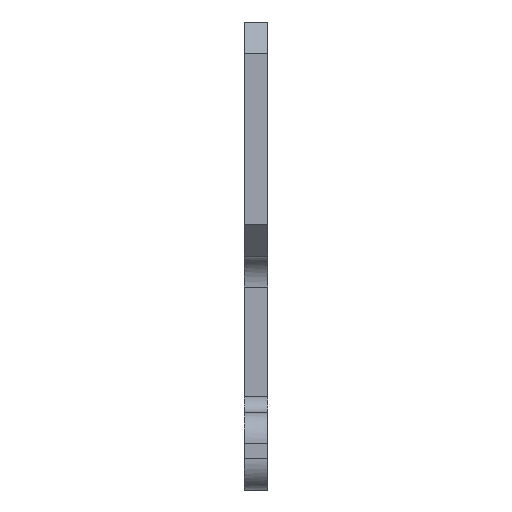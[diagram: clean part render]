
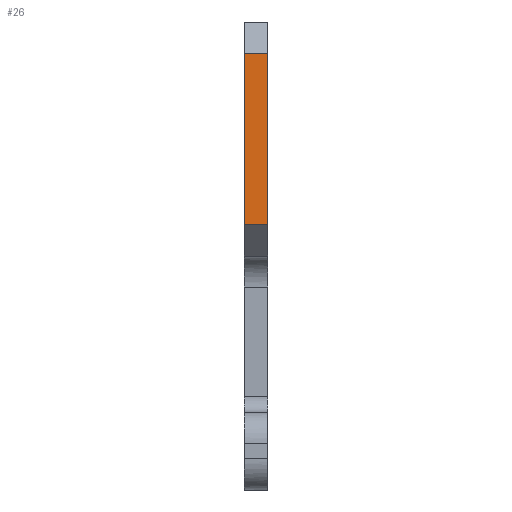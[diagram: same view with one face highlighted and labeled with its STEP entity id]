
A CAD part, left-side view. The second image highlights one B-rep face of the part: STEP entity #26.
In plain terms, the highlighted planar face has unit normal (-1, 0, 0).
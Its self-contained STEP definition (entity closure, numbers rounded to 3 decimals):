
#26=ADVANCED_FACE('',(#159),#2256,.T.);
#159=FACE_OUTER_BOUND('',#292,.T.);
#292=EDGE_LOOP('',(#437,#438,#439,#440));
#437=ORIENTED_EDGE('',*,*,#1223,.T.);
#438=ORIENTED_EDGE('',*,*,#1224,.T.);
#439=ORIENTED_EDGE('',*,*,#1225,.T.);
#440=ORIENTED_EDGE('',*,*,#1226,.T.);
#1223=EDGE_CURVE('',#2009,#2010,#1742,.T.);
#1224=EDGE_CURVE('',#2010,#2011,#1743,.T.);
#1225=EDGE_CURVE('',#2011,#2012,#1744,.T.);
#1226=EDGE_CURVE('',#2012,#2009,#1745,.T.);
#1742=B_SPLINE_CURVE_WITH_KNOTS('',1,(#4361,#4362),.UNSPECIFIED.,.F.,.F.,
(2,2),(0.,1.5),.UNSPECIFIED.);
#1743=B_SPLINE_CURVE_WITH_KNOTS('',1,(#4363,#4364),.UNSPECIFIED.,.F.,.F.,
(2,2),(-11.,0.),.UNSPECIFIED.);
#1744=B_SPLINE_CURVE_WITH_KNOTS('',1,(#4365,#4366),.UNSPECIFIED.,.F.,.F.,
(2,2),(-1.5,0.),.UNSPECIFIED.);
#1745=B_SPLINE_CURVE_WITH_KNOTS('',1,(#4367,#4368),.UNSPECIFIED.,.F.,.F.,
(2,2),(-11.,0.),.UNSPECIFIED.);
#2009=VERTEX_POINT('',#4077);
#2010=VERTEX_POINT('',#4078);
#2011=VERTEX_POINT('',#4079);
#2012=VERTEX_POINT('',#4080);
#2256=PLANE('',#2655);
#2655=AXIS2_PLACEMENT_3D('',#2861,#2731,$);
#2731=DIRECTION('',(-1.,0.,0.));
#2861=CARTESIAN_POINT('',(268.224,25.93,-570.899));
#4077=CARTESIAN_POINT('',(268.224,24.278,-572.));
#4078=CARTESIAN_POINT('',(268.224,25.778,-572.));
#4079=CARTESIAN_POINT('',(268.224,25.778,-583.));
#4080=CARTESIAN_POINT('',(268.224,24.278,-583.));
#4361=CARTESIAN_POINT('',(268.224,24.278,-572.));
#4362=CARTESIAN_POINT('',(268.224,25.778,-572.));
#4363=CARTESIAN_POINT('',(268.224,25.778,-572.));
#4364=CARTESIAN_POINT('',(268.224,25.778,-583.));
#4365=CARTESIAN_POINT('',(268.224,25.778,-583.));
#4366=CARTESIAN_POINT('',(268.224,24.278,-583.));
#4367=CARTESIAN_POINT('',(268.224,24.278,-583.));
#4368=CARTESIAN_POINT('',(268.224,24.278,-572.));
